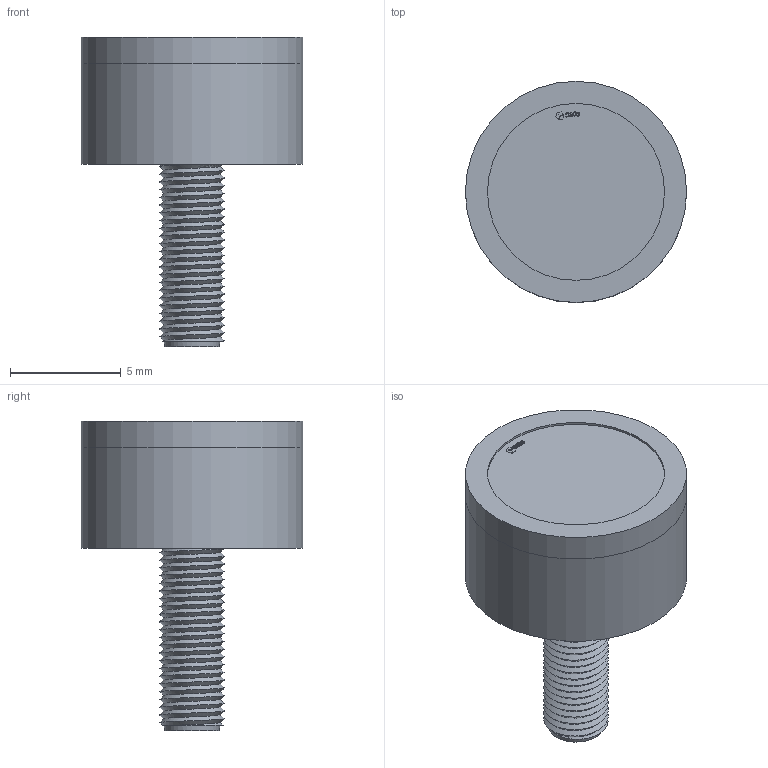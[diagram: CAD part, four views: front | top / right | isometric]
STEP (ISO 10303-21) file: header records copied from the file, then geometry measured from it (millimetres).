
FILE_DESCRIPTION (( 'STEP AP214' ), '1' );
FILE_NAME ('M110-60.STEP', '2025-08-21T15:12:59', ( '' ), ( '' ), 'SwSTEP 2.0', 'SolidWorks 2017', '' );
FILE_SCHEMA (( 'AUTOMOTIVE_DESIGN' ));
Length unit declared in the file: millimetre
Products named in the file (1): M110-60
Bounding box: 10 x 10 x 14 mm (x, y, z)
Volume: 465.5 mm3; surface area: 725.7 mm2
Topology: 2 solids, 3 shells, 314 faces, 829 edges, 553 vertices
Faces by surface type: plane 175, bspline 128, cylinder 9, cone 2
Full cylindrical faces by diameter (mm): 2 x1, 8 x1, 8.4 x1, 10 x2
Entity records: 18410 total; most frequent: CARTESIAN_POINT 11479, ORIENTED_EDGE 1640, DIRECTION 952, EDGE_CURVE 820, VERTEX_POINT 551, VECTOR 538, LINE 538, EDGE_LOOP 355
